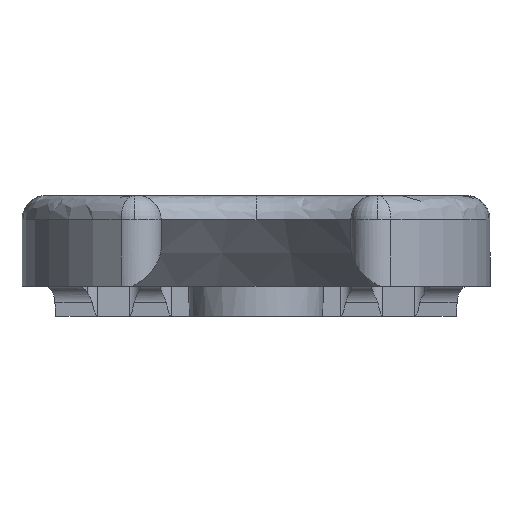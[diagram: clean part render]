
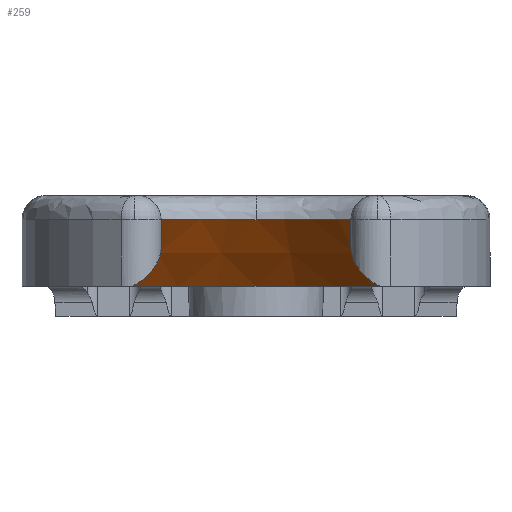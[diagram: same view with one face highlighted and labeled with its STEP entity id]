
A CAD part, front view. The second image highlights one B-rep face of the part: STEP entity #259.
In plain terms, the highlighted conical face has half-angle 45 degrees and reference radius 38 mm.
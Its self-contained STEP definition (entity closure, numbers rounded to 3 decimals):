
#259 = ADVANCED_FACE ( 'NONE', ( #2969 ), #4867, .F. ) ;
#558 = EDGE_CURVE ( 'NONE', #5385, #4258, #1765, .T. ) ;
#664 = VECTOR ( 'NONE', #1858, 1000. ) ;
#700 = DIRECTION ( 'NONE',  ( -1., 0., 0. ) ) ;
#718 = DIRECTION ( 'NONE',  ( 0., 0., -1. ) ) ;
#978 = AXIS2_PLACEMENT_3D ( 'NONE', #1527, #718, #5452 ) ;
#1148 = ORIENTED_EDGE ( 'NONE', *, *, #3875, .F. ) ;
#1219 = LINE ( 'NONE', #3406, #1294 ) ;
#1225 = CARTESIAN_POINT ( 'NONE',  ( -38., 0., 5. ) ) ;
#1294 = VECTOR ( 'NONE', #4338, 1000. ) ;
#1527 = CARTESIAN_POINT ( 'NONE',  ( 0., 0., 5. ) ) ;
#1602 = VERTEX_POINT ( 'NONE', #3187 ) ;
#1765 = CIRCLE ( 'NONE', #2385, 27. ) ;
#1858 = DIRECTION ( 'NONE',  ( 0.707, 0., -0.707 ) ) ;
#1983 = AXIS2_PLACEMENT_3D ( 'NONE', #3261, #4071, #700 ) ;
#2076 = CARTESIAN_POINT ( 'NONE',  ( 27., 0., 16. ) ) ;
#2079 = EDGE_LOOP ( 'NONE', ( #5406, #4779, #4916, #1148 ) ) ;
#2210 = LINE ( 'NONE', #5242, #664 ) ;
#2385 = AXIS2_PLACEMENT_3D ( 'NONE', #3545, #4003, #3989 ) ;
#2833 = CARTESIAN_POINT ( 'NONE',  ( -27., 0., 16. ) ) ;
#2969 = FACE_OUTER_BOUND ( 'NONE', #2079, .T. ) ;
#3028 = CIRCLE ( 'NONE', #1983, 38. ) ;
#3187 = CARTESIAN_POINT ( 'NONE',  ( 38., 0., 5. ) ) ;
#3261 = CARTESIAN_POINT ( 'NONE',  ( 0., 0., 5. ) ) ;
#3406 = CARTESIAN_POINT ( 'NONE',  ( -38., 0., 5. ) ) ;
#3436 = VERTEX_POINT ( 'NONE', #1225 ) ;
#3545 = CARTESIAN_POINT ( 'NONE',  ( 0., 0., 16. ) ) ;
#3620 = EDGE_CURVE ( 'NONE', #5385, #3436, #1219, .T. ) ;
#3875 = EDGE_CURVE ( 'NONE', #1602, #3436, #3028, .T. ) ;
#3989 = DIRECTION ( 'NONE',  ( -1., 0., 0. ) ) ;
#4003 = DIRECTION ( 'NONE',  ( 0., 0., -1. ) ) ;
#4071 = DIRECTION ( 'NONE',  ( 0., 0., 1. ) ) ;
#4258 = VERTEX_POINT ( 'NONE', #2076 ) ;
#4338 = DIRECTION ( 'NONE',  ( -0.707, 0., -0.707 ) ) ;
#4779 = ORIENTED_EDGE ( 'NONE', *, *, #558, .F. ) ;
#4867 = CONICAL_SURFACE ( 'NONE', #978, 38., 0.785 ) ;
#4881 = EDGE_CURVE ( 'NONE', #4258, #1602, #2210, .T. ) ;
#4916 = ORIENTED_EDGE ( 'NONE', *, *, #3620, .T. ) ;
#5242 = CARTESIAN_POINT ( 'NONE',  ( 38., 0., 5. ) ) ;
#5385 = VERTEX_POINT ( 'NONE', #2833 ) ;
#5406 = ORIENTED_EDGE ( 'NONE', *, *, #4881, .F. ) ;
#5452 = DIRECTION ( 'NONE',  ( -1., 0., 0. ) ) ;
